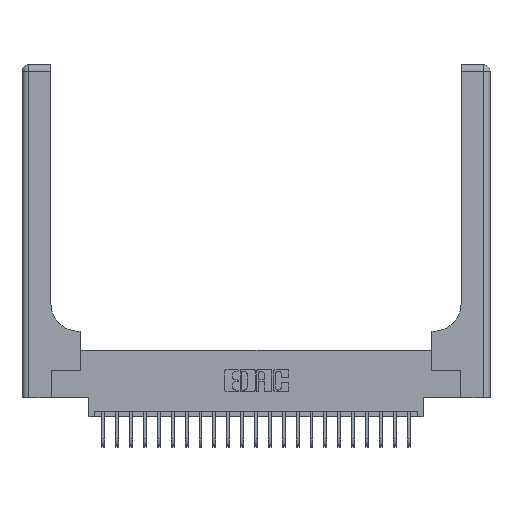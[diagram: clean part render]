
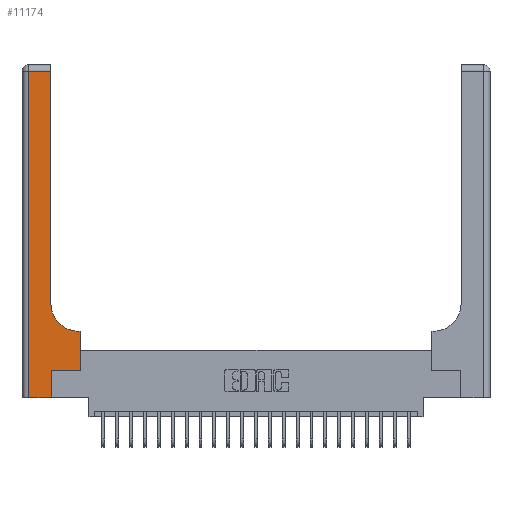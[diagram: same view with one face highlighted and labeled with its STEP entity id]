
A CAD part, top view. The second image highlights one B-rep face of the part: STEP entity #11174.
In plain terms, the highlighted planar face has unit normal (0, 0, 1).
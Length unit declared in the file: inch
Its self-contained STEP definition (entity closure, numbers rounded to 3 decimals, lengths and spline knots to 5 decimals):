
#50 = VERTEX_POINT ( 'NONE', #13794 ) ;
#428 = ORIENTED_EDGE ( 'NONE', *, *, #22954, .T. ) ;
#963 = VERTEX_POINT ( 'NONE', #13884 ) ;
#1536 = VECTOR ( 'NONE', #5520, 39.37008 ) ;
#3127 = CARTESIAN_POINT ( 'NONE',  ( 0.528, 0.6, 0.37 ) ) ;
#3491 = LINE ( 'NONE', #9112, #17123 ) ;
#3517 = CARTESIAN_POINT ( 'NONE',  ( 0.26, 2.94, 0.37 ) ) ;
#3779 = EDGE_CURVE ( 'NONE', #8064, #17135, #3923, .T. ) ;
#3923 = LINE ( 'NONE', #13482, #10889 ) ;
#4714 = LINE ( 'NONE', #12465, #6098 ) ;
#4998 = CARTESIAN_POINT ( 'NONE',  ( 0.51, 0.85, 0.37 ) ) ;
#5520 = DIRECTION ( 'NONE',  ( 0., -1., 0. ) ) ;
#5734 = EDGE_CURVE ( 'NONE', #19728, #13193, #3491, .T. ) ;
#6091 = ORIENTED_EDGE ( 'NONE', *, *, #15307, .T. ) ;
#6098 = VECTOR ( 'NONE', #23884, 39.37008 ) ;
#6224 = EDGE_CURVE ( 'NONE', #17135, #963, #7408, .T. ) ;
#6494 = ORIENTED_EDGE ( 'NONE', *, *, #10143, .T. ) ;
#7041 = VECTOR ( 'NONE', #23492, 39.37008 ) ;
#7084 = CARTESIAN_POINT ( 'NONE',  ( 0.26, 0.85, 0.37 ) ) ;
#7408 = LINE ( 'NONE', #18850, #1536 ) ;
#7589 = ORIENTED_EDGE ( 'NONE', *, *, #5734, .T. ) ;
#7672 = CARTESIAN_POINT ( 'NONE',  ( 0.528, 0.25, 0.37 ) ) ;
#7745 = LINE ( 'NONE', #8014, #7041 ) ;
#8014 = CARTESIAN_POINT ( 'NONE',  ( 0.26, 3., 0.37 ) ) ;
#8064 = VERTEX_POINT ( 'NONE', #3517 ) ;
#8757 = ORIENTED_EDGE ( 'NONE', *, *, #3779, .T. ) ;
#9051 = CIRCLE ( 'NONE', #10675, 0.25 ) ;
#9112 = CARTESIAN_POINT ( 'NONE',  ( 0.528, 0.25, 0.37 ) ) ;
#9377 = EDGE_LOOP ( 'NONE', ( #21437, #8757, #10851, #9793, #10445, #428, #7589, #6091, #6494 ) ) ;
#9651 = LINE ( 'NONE', #23217, #11057 ) ;
#9793 = ORIENTED_EDGE ( 'NONE', *, *, #15282, .T. ) ;
#9976 = DIRECTION ( 'NONE',  ( -1., 0., 0. ) ) ;
#10143 = EDGE_CURVE ( 'NONE', #25113, #10635, #9051, .T. ) ;
#10240 = VECTOR ( 'NONE', #23911, 39.37008 ) ;
#10285 = AXIS2_PLACEMENT_3D ( 'NONE', #17454, #21510, #9976 ) ;
#10445 = ORIENTED_EDGE ( 'NONE', *, *, #19993, .T. ) ;
#10635 = VERTEX_POINT ( 'NONE', #7084 ) ;
#10675 = AXIS2_PLACEMENT_3D ( 'NONE', #4998, #24424, #22264 ) ;
#10851 = ORIENTED_EDGE ( 'NONE', *, *, #6224, .T. ) ;
#10889 = VECTOR ( 'NONE', #24769, 39.37008 ) ;
#11045 = CARTESIAN_POINT ( 'NONE',  ( 0.265, 0., 0.37 ) ) ;
#11057 = VECTOR ( 'NONE', #22981, 39.37008 ) ;
#11174 = ADVANCED_FACE ( 'NONE', ( #17589 ), #23420, .F. ) ;
#12236 = LINE ( 'NONE', #16179, #10240 ) ;
#12465 = CARTESIAN_POINT ( 'NONE',  ( 0.265, 0., 0.37 ) ) ;
#12708 = VERTEX_POINT ( 'NONE', #11045 ) ;
#12741 = DIRECTION ( 'NONE',  ( -1., 0., 0. ) ) ;
#13193 = VERTEX_POINT ( 'NONE', #3127 ) ;
#13294 = DIRECTION ( 'NONE',  ( 0., 1., 0. ) ) ;
#13482 = CARTESIAN_POINT ( 'NONE',  ( 0., 2.94, 0.37 ) ) ;
#13490 = VECTOR ( 'NONE', #12741, 39.37008 ) ;
#13794 = CARTESIAN_POINT ( 'NONE',  ( 0.265, 0.25, 0.37 ) ) ;
#13884 = CARTESIAN_POINT ( 'NONE',  ( 0.06, 0., 0.37 ) ) ;
#15282 = EDGE_CURVE ( 'NONE', #963, #12708, #12236, .T. ) ;
#15307 = EDGE_CURVE ( 'NONE', #13193, #25113, #18458, .T. ) ;
#16179 = CARTESIAN_POINT ( 'NONE',  ( 0., 0., 0.37 ) ) ;
#17123 = VECTOR ( 'NONE', #13294, 39.37008 ) ;
#17135 = VERTEX_POINT ( 'NONE', #19868 ) ;
#17454 = CARTESIAN_POINT ( 'NONE',  ( 0., 3., 0.37 ) ) ;
#17589 = FACE_OUTER_BOUND ( 'NONE', #9377, .T. ) ;
#18458 = LINE ( 'NONE', #24425, #13490 ) ;
#18850 = CARTESIAN_POINT ( 'NONE',  ( 0.06, 3., 0.37 ) ) ;
#19728 = VERTEX_POINT ( 'NONE', #7672 ) ;
#19868 = CARTESIAN_POINT ( 'NONE',  ( 0.06, 2.94, 0.37 ) ) ;
#19993 = EDGE_CURVE ( 'NONE', #12708, #50, #4714, .T. ) ;
#20557 = CARTESIAN_POINT ( 'NONE',  ( 0.51, 0.6, 0.37 ) ) ;
#21437 = ORIENTED_EDGE ( 'NONE', *, *, #24137, .T. ) ;
#21510 = DIRECTION ( 'NONE',  ( 0., 0., -1. ) ) ;
#22264 = DIRECTION ( 'NONE',  ( 1., 0., 0. ) ) ;
#22954 = EDGE_CURVE ( 'NONE', #50, #19728, #9651, .T. ) ;
#22981 = DIRECTION ( 'NONE',  ( 1., 0., 0. ) ) ;
#23217 = CARTESIAN_POINT ( 'NONE',  ( 0.265, 0.25, 0.37 ) ) ;
#23420 = PLANE ( 'NONE',  #10285 ) ;
#23492 = DIRECTION ( 'NONE',  ( 0., 1., 0. ) ) ;
#23884 = DIRECTION ( 'NONE',  ( 0., 1., 0. ) ) ;
#23911 = DIRECTION ( 'NONE',  ( 1., 0., 0. ) ) ;
#24137 = EDGE_CURVE ( 'NONE', #10635, #8064, #7745, .T. ) ;
#24424 = DIRECTION ( 'NONE',  ( 0., 0., -1. ) ) ;
#24425 = CARTESIAN_POINT ( 'NONE',  ( 0.26, 0.6, 0.37 ) ) ;
#24769 = DIRECTION ( 'NONE',  ( -1., 0., 0. ) ) ;
#25113 = VERTEX_POINT ( 'NONE', #20557 ) ;
